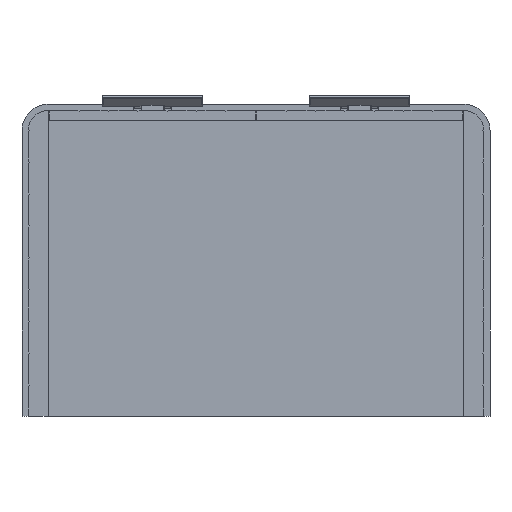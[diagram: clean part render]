
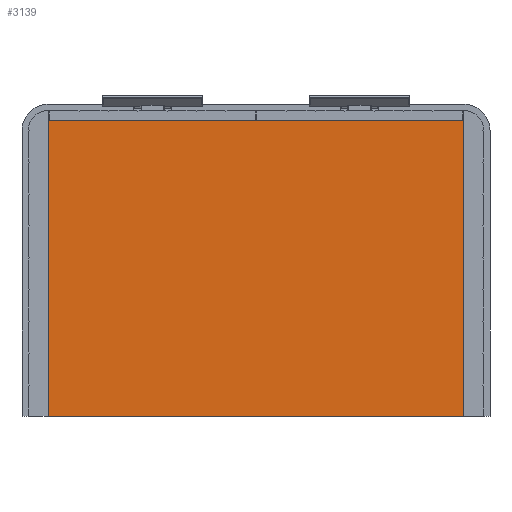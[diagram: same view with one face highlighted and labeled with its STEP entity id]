
A CAD part, front view. The second image highlights one B-rep face of the part: STEP entity #3139.
In plain terms, the highlighted planar face has unit normal (0, -1, 0).
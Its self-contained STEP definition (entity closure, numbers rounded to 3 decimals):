
#48 = LINE ( 'NONE', #4016, #3565 ) ;
#50 = LINE ( 'NONE', #380, #3435 ) ;
#209 = LINE ( 'NONE', #943, #5371 ) ;
#380 = CARTESIAN_POINT ( 'NONE',  ( -333., 0., 1240.783 ) ) ;
#430 = DIRECTION ( 'NONE',  ( -1., 0., 0. ) ) ;
#540 = VERTEX_POINT ( 'NONE', #3000 ) ;
#662 = DIRECTION ( 'NONE',  ( 0., 0., -1. ) ) ;
#748 = EDGE_CURVE ( 'NONE', #3833, #872, #209, .T. ) ;
#872 = VERTEX_POINT ( 'NONE', #987 ) ;
#943 = CARTESIAN_POINT ( 'NONE',  ( 333., 0., 474. ) ) ;
#987 = CARTESIAN_POINT ( 'NONE',  ( -333., 0., 474. ) ) ;
#1658 = EDGE_LOOP ( 'NONE', ( #4519, #2982, #3318, #4381 ) ) ;
#1938 = AXIS2_PLACEMENT_3D ( 'NONE', #2543, #5743, #3430 ) ;
#2159 = VERTEX_POINT ( 'NONE', #3026 ) ;
#2178 = EDGE_CURVE ( 'NONE', #540, #2159, #48, .T. ) ;
#2543 = CARTESIAN_POINT ( 'NONE',  ( 333., 0., 1240.783 ) ) ;
#2963 = CARTESIAN_POINT ( 'NONE',  ( 333., 0., 1240.783 ) ) ;
#2982 = ORIENTED_EDGE ( 'NONE', *, *, #748, .T. ) ;
#3000 = CARTESIAN_POINT ( 'NONE',  ( 333., 0., 0. ) ) ;
#3026 = CARTESIAN_POINT ( 'NONE',  ( -333., 0., 0. ) ) ;
#3086 = DIRECTION ( 'NONE',  ( -1., 0., 0. ) ) ;
#3139 = ADVANCED_FACE ( 'NONE', ( #5838 ), #5267, .T. ) ;
#3318 = ORIENTED_EDGE ( 'NONE', *, *, #5806, .T. ) ;
#3430 = DIRECTION ( 'NONE',  ( 1., 0., 0. ) ) ;
#3435 = VECTOR ( 'NONE', #4020, 1000. ) ;
#3565 = VECTOR ( 'NONE', #3086, 1000. ) ;
#3833 = VERTEX_POINT ( 'NONE', #5378 ) ;
#4016 = CARTESIAN_POINT ( 'NONE',  ( 333., 0., 0. ) ) ;
#4020 = DIRECTION ( 'NONE',  ( 0., 0., -1. ) ) ;
#4229 = LINE ( 'NONE', #2963, #5872 ) ;
#4381 = ORIENTED_EDGE ( 'NONE', *, *, #2178, .F. ) ;
#4519 = ORIENTED_EDGE ( 'NONE', *, *, #5323, .F. ) ;
#5267 = PLANE ( 'NONE',  #1938 ) ;
#5323 = EDGE_CURVE ( 'NONE', #3833, #540, #4229, .T. ) ;
#5371 = VECTOR ( 'NONE', #430, 1000. ) ;
#5378 = CARTESIAN_POINT ( 'NONE',  ( 333., 0., 474. ) ) ;
#5743 = DIRECTION ( 'NONE',  ( 0., -1., 0. ) ) ;
#5806 = EDGE_CURVE ( 'NONE', #872, #2159, #50, .T. ) ;
#5838 = FACE_OUTER_BOUND ( 'NONE', #1658, .T. ) ;
#5872 = VECTOR ( 'NONE', #662, 1000. ) ;
